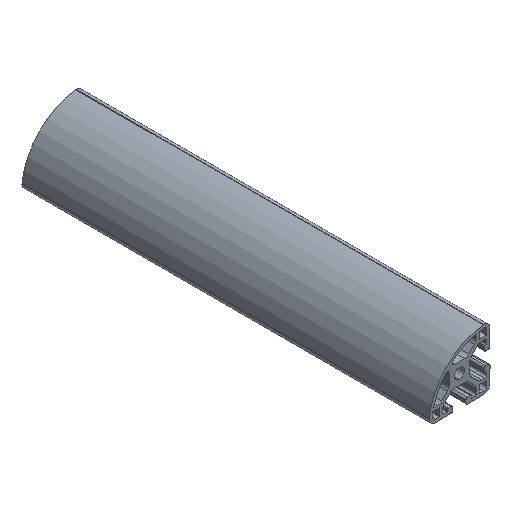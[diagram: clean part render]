
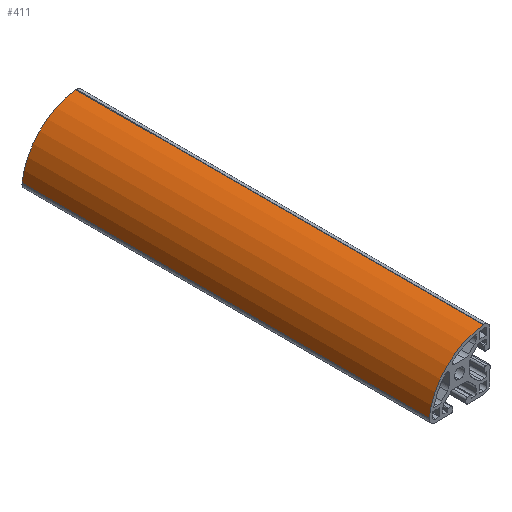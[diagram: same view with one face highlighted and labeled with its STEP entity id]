
A CAD part, isometric view. The second image highlights one B-rep face of the part: STEP entity #411.
In plain terms, the highlighted cylindrical face has radius 30 mm (diameter 60 mm), a partial arc.
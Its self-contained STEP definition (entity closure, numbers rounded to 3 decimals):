
#81 = FACE_OUTER_BOUND ( 'NONE', #2134, .T. ) ;
#175 = VERTEX_POINT ( 'NONE', #2769 ) ;
#310 = DIRECTION ( 'NONE',  ( 0., 1., 0. ) ) ;
#411 = ADVANCED_FACE ( 'NONE', ( #81 ), #1842, .T. ) ;
#486 = ORIENTED_EDGE ( 'NONE', *, *, #3020, .T. ) ;
#615 = CIRCLE ( 'NONE', #3095, 30. ) ;
#695 = AXIS2_PLACEMENT_3D ( 'NONE', #1938, #786, #1739 ) ;
#703 = DIRECTION ( 'NONE',  ( 0., 0., 1. ) ) ;
#786 = DIRECTION ( 'NONE',  ( 0., 1., 0. ) ) ;
#813 = CIRCLE ( 'NONE', #2113, 30. ) ;
#840 = DIRECTION ( 'NONE',  ( 0., -1., 0. ) ) ;
#888 = DIRECTION ( 'NONE',  ( 0., -1., 0. ) ) ;
#1013 = VECTOR ( 'NONE', #310, 1000. ) ;
#1324 = EDGE_CURVE ( 'NONE', #175, #1573, #615, .T. ) ;
#1365 = ORIENTED_EDGE ( 'NONE', *, *, #1324, .T. ) ;
#1449 = CARTESIAN_POINT ( 'NONE',  ( 11.583, 0., 14.898 ) ) ;
#1573 = VERTEX_POINT ( 'NONE', #1708 ) ;
#1634 = ORIENTED_EDGE ( 'NONE', *, *, #3764, .T. ) ;
#1655 = EDGE_CURVE ( 'NONE', #1573, #2596, #3431, .T. ) ;
#1708 = CARTESIAN_POINT ( 'NONE',  ( 11.583, 0., 14.898 ) ) ;
#1739 = DIRECTION ( 'NONE',  ( 0., 0., 1. ) ) ;
#1842 = CYLINDRICAL_SURFACE ( 'NONE', #695, 30. ) ;
#1938 = CARTESIAN_POINT ( 'NONE',  ( 14.916, 0., -14.916 ) ) ;
#1963 = LINE ( 'NONE', #3257, #3221 ) ;
#2113 = AXIS2_PLACEMENT_3D ( 'NONE', #3512, #840, #3758 ) ;
#2134 = EDGE_LOOP ( 'NONE', ( #1365, #2843, #486, #1634 ) ) ;
#2199 = CARTESIAN_POINT ( 'NONE',  ( 14.916, 0., -14.916 ) ) ;
#2226 = CARTESIAN_POINT ( 'NONE',  ( 11.583, 200., 14.898 ) ) ;
#2323 = VERTEX_POINT ( 'NONE', #3744 ) ;
#2596 = VERTEX_POINT ( 'NONE', #2226 ) ;
#2769 = CARTESIAN_POINT ( 'NONE',  ( -14.898, 0., -11.583 ) ) ;
#2843 = ORIENTED_EDGE ( 'NONE', *, *, #1655, .T. ) ;
#3020 = EDGE_CURVE ( 'NONE', #2596, #2323, #813, .T. ) ;
#3095 = AXIS2_PLACEMENT_3D ( 'NONE', #2199, #3337, #703 ) ;
#3221 = VECTOR ( 'NONE', #888, 1000. ) ;
#3257 = CARTESIAN_POINT ( 'NONE',  ( -14.898, 0., -11.583 ) ) ;
#3337 = DIRECTION ( 'NONE',  ( 0., 1., 0. ) ) ;
#3431 = LINE ( 'NONE', #1449, #1013 ) ;
#3512 = CARTESIAN_POINT ( 'NONE',  ( 14.916, 200., -14.916 ) ) ;
#3744 = CARTESIAN_POINT ( 'NONE',  ( -14.898, 200., -11.583 ) ) ;
#3758 = DIRECTION ( 'NONE',  ( 0., 0., 1. ) ) ;
#3764 = EDGE_CURVE ( 'NONE', #2323, #175, #1963, .T. ) ;
